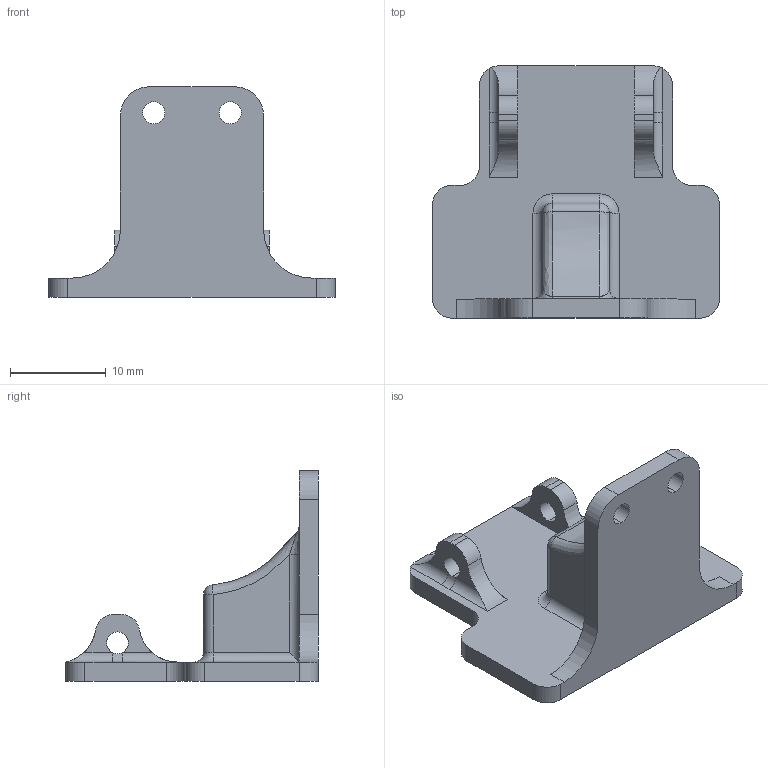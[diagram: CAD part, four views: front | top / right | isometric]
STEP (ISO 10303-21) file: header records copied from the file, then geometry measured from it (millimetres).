
FILE_DESCRIPTION (( 'STEP AP214' ), '1' );
FILE_NAME ('Buggy ball back bracket bottom.STEP', '2022-06-02T10:29:01', ( '' ), ( '' ), 'SwSTEP 2.0', 'SolidWorks 2020', '' );
FILE_SCHEMA (( 'AUTOMOTIVE_DESIGN' ));
Length unit declared in the file: millimetre
Products named in the file (1): Buggy ball back bracket bottom
Bounding box: 30 x 26.4 x 22 mm (x, y, z)
Volume: 2656 mm3; surface area: 2566.2 mm2
Topology: 1 solids, 1 shells, 78 faces, 211 edges, 132 vertices
Faces by surface type: cylinder 43, plane 24, bspline 7, sphere 2, torus 2
Entity records: 2813 total; most frequent: CARTESIAN_POINT 809, DIRECTION 419, ORIENTED_EDGE 418, EDGE_CURVE 209, AXIS2_PLACEMENT_3D 158, VERTEX_POINT 132, LINE 103, VECTOR 103
